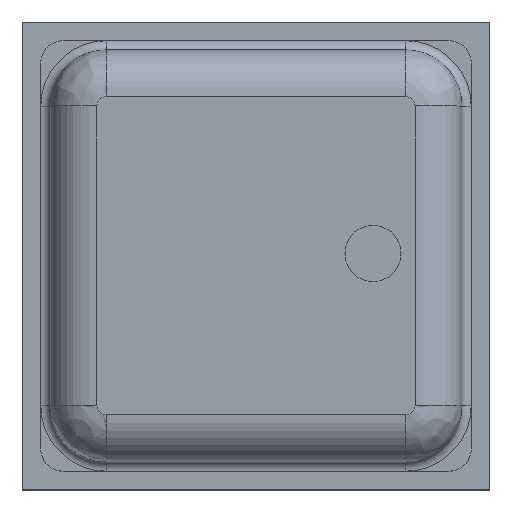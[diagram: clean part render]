
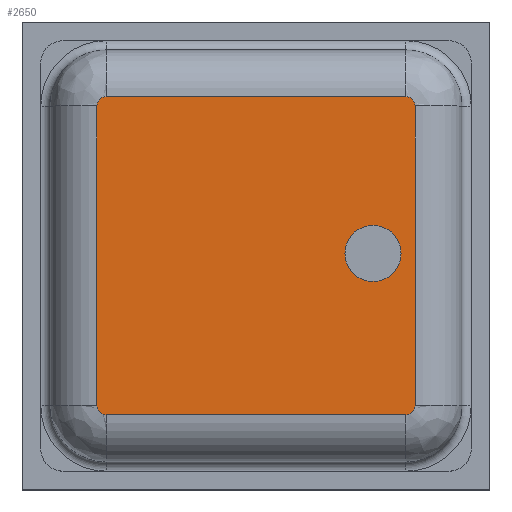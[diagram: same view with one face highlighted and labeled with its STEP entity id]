
A CAD part, top view. The second image highlights one B-rep face of the part: STEP entity #2650.
In plain terms, the highlighted planar face has unit normal (0, 0, 1).
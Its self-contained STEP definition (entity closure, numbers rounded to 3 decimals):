
#69=FACE_BOUND('',#490,.T.);
#181=PLANE('',#2871);
#312=FACE_OUTER_BOUND('',#489,.T.);
#489=EDGE_LOOP('',(#2296,#2297,#2298,#2299,#2300,#2301,#2302,#2303));
#490=EDGE_LOOP('',(#2304));
#788=LINE('',#4308,#1067);
#789=LINE('',#4312,#1068);
#790=LINE('',#4316,#1069);
#791=LINE('',#4320,#1070);
#1067=VECTOR('',#3514,1000.);
#1068=VECTOR('',#3517,1000.);
#1069=VECTOR('',#3520,1000.);
#1070=VECTOR('',#3523,1000.);
#1100=CIRCLE('',#2825,0.15);
#1125=CIRCLE('',#2872,0.05);
#1126=CIRCLE('',#2873,0.05);
#1127=CIRCLE('',#2874,0.05);
#1128=CIRCLE('',#2875,0.05);
#1314=VERTEX_POINT('',#4165);
#1363=VERTEX_POINT('',#4306);
#1364=VERTEX_POINT('',#4307);
#1365=VERTEX_POINT('',#4309);
#1366=VERTEX_POINT('',#4311);
#1367=VERTEX_POINT('',#4313);
#1368=VERTEX_POINT('',#4315);
#1369=VERTEX_POINT('',#4317);
#1370=VERTEX_POINT('',#4319);
#1615=EDGE_CURVE('',#1314,#1314,#1100,.T.);
#1684=EDGE_CURVE('',#1363,#1364,#788,.T.);
#1685=EDGE_CURVE('',#1364,#1365,#1125,.T.);
#1686=EDGE_CURVE('',#1365,#1366,#789,.T.);
#1687=EDGE_CURVE('',#1366,#1367,#1126,.T.);
#1688=EDGE_CURVE('',#1367,#1368,#790,.T.);
#1689=EDGE_CURVE('',#1368,#1369,#1127,.T.);
#1690=EDGE_CURVE('',#1369,#1370,#791,.T.);
#1691=EDGE_CURVE('',#1370,#1363,#1128,.T.);
#2296=ORIENTED_EDGE('',*,*,#1684,.T.);
#2297=ORIENTED_EDGE('',*,*,#1685,.T.);
#2298=ORIENTED_EDGE('',*,*,#1686,.T.);
#2299=ORIENTED_EDGE('',*,*,#1687,.T.);
#2300=ORIENTED_EDGE('',*,*,#1688,.T.);
#2301=ORIENTED_EDGE('',*,*,#1689,.T.);
#2302=ORIENTED_EDGE('',*,*,#1690,.T.);
#2303=ORIENTED_EDGE('',*,*,#1691,.T.);
#2304=ORIENTED_EDGE('',*,*,#1615,.F.);
#2650=ADVANCED_FACE('',(#312,#69),#181,.T.);
#2825=AXIS2_PLACEMENT_3D('',#4167,#3376,#3377);
#2871=AXIS2_PLACEMENT_3D('',#4305,#3512,#3513);
#2872=AXIS2_PLACEMENT_3D('',#4310,#3515,#3516);
#2873=AXIS2_PLACEMENT_3D('',#4314,#3518,#3519);
#2874=AXIS2_PLACEMENT_3D('',#4318,#3521,#3522);
#2875=AXIS2_PLACEMENT_3D('',#4321,#3524,#3525);
#3376=DIRECTION('center_axis',(0.,0.,
1.));
#3377=DIRECTION('ref_axis',(0.,1.,0.));
#3512=DIRECTION('center_axis',(0.,0.,
1.));
#3513=DIRECTION('ref_axis',(0.,1.,0.));
#3514=DIRECTION('',(1.,0.,0.));
#3515=DIRECTION('center_axis',(0.,0.,
1.));
#3516=DIRECTION('ref_axis',(0.,1.,0.));
#3517=DIRECTION('',(0.,1.,0.));
#3518=DIRECTION('center_axis',(0.,0.,
1.));
#3519=DIRECTION('ref_axis',(0.,1.,0.));
#3520=DIRECTION('',(-1.,0.,0.));
#3521=DIRECTION('center_axis',(0.,0.,
1.));
#3522=DIRECTION('ref_axis',(0.,1.,0.));
#3523=DIRECTION('',(0.,-1.,0.));
#3524=DIRECTION('center_axis',(0.,0.,
1.));
#3525=DIRECTION('ref_axis',(0.,1.,0.));
#4165=CARTESIAN_POINT('',(0.625,-0.138,1.));
#4167=CARTESIAN_POINT('Origin',(0.625,0.012,1.));
#4305=CARTESIAN_POINT('Origin',(0.,0.,
1.));
#4306=CARTESIAN_POINT('',(-0.8,-0.85,1.));
#4307=CARTESIAN_POINT('',(0.8,-0.85,1.));
#4308=CARTESIAN_POINT('',(0.8,-0.85,1.));
#4309=CARTESIAN_POINT('',(0.85,-0.8,1.));
#4310=CARTESIAN_POINT('Origin',(0.8,-0.8,1.));
#4311=CARTESIAN_POINT('',(0.85,0.8,1.));
#4312=CARTESIAN_POINT('',(0.85,0.8,1.));
#4313=CARTESIAN_POINT('',(0.8,0.85,1.));
#4314=CARTESIAN_POINT('Origin',(0.8,0.8,1.));
#4315=CARTESIAN_POINT('',(-0.8,0.85,1.));
#4316=CARTESIAN_POINT('',(-0.8,0.85,1.));
#4317=CARTESIAN_POINT('',(-0.85,0.8,1.));
#4318=CARTESIAN_POINT('Origin',(-0.8,0.8,1.));
#4319=CARTESIAN_POINT('',(-0.85,-0.8,1.));
#4320=CARTESIAN_POINT('',(-0.85,-0.8,1.));
#4321=CARTESIAN_POINT('Origin',(-0.8,-0.8,1.));
